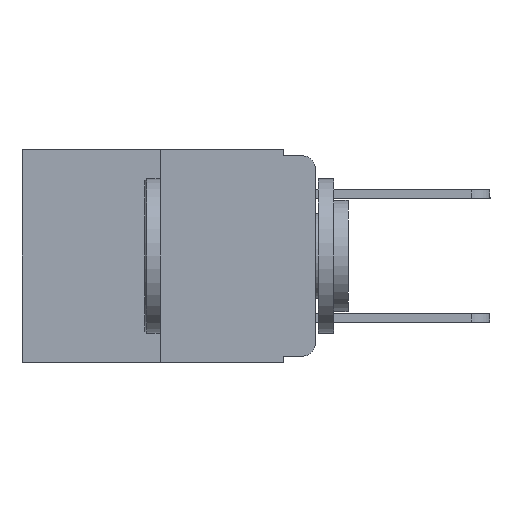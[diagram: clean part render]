
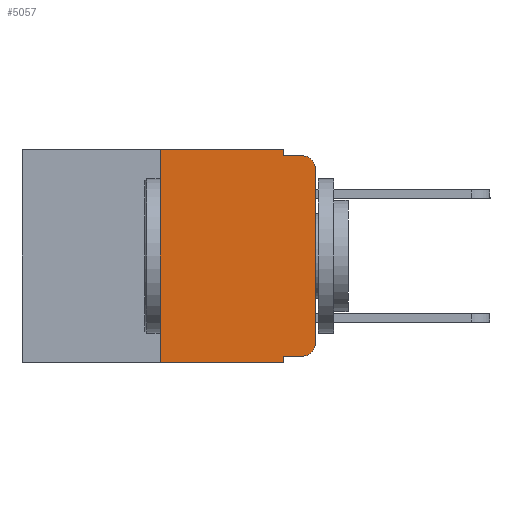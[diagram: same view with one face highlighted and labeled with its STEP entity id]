
A CAD part, left-side view. The second image highlights one B-rep face of the part: STEP entity #5057.
In plain terms, the highlighted planar face has unit normal (-1, 0, 0).
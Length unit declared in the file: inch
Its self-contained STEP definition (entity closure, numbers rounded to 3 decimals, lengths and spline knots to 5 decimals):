
#1002 = DIRECTION ( 'NONE',  ( 0., -1., 0. ) ) ;
#1104 = CARTESIAN_POINT ( 'NONE',  ( 0., 0.25, -0.343 ) ) ;
#1268 = EDGE_CURVE ( 'NONE', #21311, #14748, #2200, .T. ) ;
#1564 = ORIENTED_EDGE ( 'NONE', *, *, #2694, .T. ) ;
#1859 = DIRECTION ( 'NONE',  ( -1., 0., 0. ) ) ;
#2041 = DIRECTION ( 'NONE',  ( 0., 0., 1. ) ) ;
#2109 = DIRECTION ( 'NONE',  ( 0., 0., -1. ) ) ;
#2200 = LINE ( 'NONE', #18207, #23019 ) ;
#2233 = ORIENTED_EDGE ( 'NONE', *, *, #1268, .F. ) ;
#2314 = DIRECTION ( 'NONE',  ( 0., -1., 0. ) ) ;
#2401 = CARTESIAN_POINT ( 'NONE',  ( 0., 0.051, -0.333 ) ) ;
#2694 = EDGE_CURVE ( 'NONE', #20712, #14748, #17178, .T. ) ;
#3236 = CARTESIAN_POINT ( 'NONE',  ( 0., 0.02, -0.01 ) ) ;
#3541 = ORIENTED_EDGE ( 'NONE', *, *, #22157, .F. ) ;
#3937 = FACE_OUTER_BOUND ( 'NONE', #17724, .T. ) ;
#4313 = VERTEX_POINT ( 'NONE', #17827 ) ;
#4448 = EDGE_CURVE ( 'NONE', #4884, #15678, #13313, .T. ) ;
#4528 = CARTESIAN_POINT ( 'NONE',  ( 0., 0.02, -0.333 ) ) ;
#4824 = ORIENTED_EDGE ( 'NONE', *, *, #20868, .F. ) ;
#4884 = VERTEX_POINT ( 'NONE', #1104 ) ;
#4991 = VECTOR ( 'NONE', #2109, 39.37008 ) ;
#5057 = ADVANCED_FACE ( 'NONE', ( #3937 ), #12988, .F. ) ;
#5469 = EDGE_CURVE ( 'NONE', #12006, #20712, #11359, .T. ) ;
#6116 = ORIENTED_EDGE ( 'NONE', *, *, #15607, .T. ) ;
#6331 = VECTOR ( 'NONE', #7661, 39.37008 ) ;
#6431 = ORIENTED_EDGE ( 'NONE', *, *, #5469, .T. ) ;
#7318 = CARTESIAN_POINT ( 'NONE',  ( 0., 0.051, 0. ) ) ;
#7661 = DIRECTION ( 'NONE',  ( 0., -1., 0. ) ) ;
#8190 = AXIS2_PLACEMENT_3D ( 'NONE', #11029, #24815, #13083 ) ;
#8289 = CARTESIAN_POINT ( 'NONE',  ( 0., 0., 0. ) ) ;
#8770 = VECTOR ( 'NONE', #15461, 39.37008 ) ;
#8883 = CARTESIAN_POINT ( 'NONE',  ( 0., 0., -0.313 ) ) ;
#9448 = DIRECTION ( 'NONE',  ( 0., 0., -1. ) ) ;
#10137 = DIRECTION ( 'NONE',  ( -1., 0., 0. ) ) ;
#10449 = AXIS2_PLACEMENT_3D ( 'NONE', #22077, #10137, #24007 ) ;
#11029 = CARTESIAN_POINT ( 'NONE',  ( 0., 0.473, 0. ) ) ;
#11359 = LINE ( 'NONE', #8289, #20693 ) ;
#11385 = DIRECTION ( 'NONE',  ( 0., -1., 0. ) ) ;
#11512 = VECTOR ( 'NONE', #2314, 39.37008 ) ;
#12006 = VERTEX_POINT ( 'NONE', #8883 ) ;
#12141 = LINE ( 'NONE', #2401, #11512 ) ;
#12381 = VERTEX_POINT ( 'NONE', #14098 ) ;
#12419 = CARTESIAN_POINT ( 'NONE',  ( 0., 0.051, 0. ) ) ;
#12567 = CIRCLE ( 'NONE', #10449, 0.02 ) ;
#12988 = PLANE ( 'NONE',  #8190 ) ;
#13083 = DIRECTION ( 'NONE',  ( 0., 0., -1. ) ) ;
#13313 = LINE ( 'NONE', #25061, #13956 ) ;
#13614 = LINE ( 'NONE', #7318, #8770 ) ;
#13956 = VECTOR ( 'NONE', #11385, 39.37008 ) ;
#14098 = CARTESIAN_POINT ( 'NONE',  ( 0., 0.25, 0. ) ) ;
#14172 = CARTESIAN_POINT ( 'NONE',  ( 0., 0.051, -0.01 ) ) ;
#14221 = CARTESIAN_POINT ( 'NONE',  ( 0., 0.02, -0.03 ) ) ;
#14748 = VERTEX_POINT ( 'NONE', #3236 ) ;
#15461 = DIRECTION ( 'NONE',  ( 0., 0., -1. ) ) ;
#15607 = EDGE_CURVE ( 'NONE', #25811, #12006, #12567, .T. ) ;
#15678 = VERTEX_POINT ( 'NONE', #16359 ) ;
#15893 = LINE ( 'NONE', #12419, #4991 ) ;
#16351 = AXIS2_PLACEMENT_3D ( 'NONE', #14221, #1859, #9448 ) ;
#16353 = ORIENTED_EDGE ( 'NONE', *, *, #19581, .T. ) ;
#16359 = CARTESIAN_POINT ( 'NONE',  ( 0., 0.051, -0.343 ) ) ;
#16437 = VECTOR ( 'NONE', #18891, 39.37008 ) ;
#17178 = CIRCLE ( 'NONE', #16351, 0.02 ) ;
#17192 = LINE ( 'NONE', #21710, #6331 ) ;
#17724 = EDGE_LOOP ( 'NONE', ( #6431, #1564, #2233, #18501, #19117, #3541, #24854, #4824, #16353, #6116 ) ) ;
#17827 = CARTESIAN_POINT ( 'NONE',  ( 0., 0.051, 0. ) ) ;
#18207 = CARTESIAN_POINT ( 'NONE',  ( 0., 0.051, -0.01 ) ) ;
#18501 = ORIENTED_EDGE ( 'NONE', *, *, #26008, .F. ) ;
#18891 = DIRECTION ( 'NONE',  ( 0., 0., 1. ) ) ;
#19012 = CARTESIAN_POINT ( 'NONE',  ( 0., 0.051, -0.333 ) ) ;
#19117 = ORIENTED_EDGE ( 'NONE', *, *, #19263, .F. ) ;
#19263 = EDGE_CURVE ( 'NONE', #12381, #4313, #17192, .T. ) ;
#19581 = EDGE_CURVE ( 'NONE', #26100, #25811, #12141, .T. ) ;
#20693 = VECTOR ( 'NONE', #2041, 39.37008 ) ;
#20712 = VERTEX_POINT ( 'NONE', #23692 ) ;
#20868 = EDGE_CURVE ( 'NONE', #26100, #15678, #15893, .T. ) ;
#21311 = VERTEX_POINT ( 'NONE', #14172 ) ;
#21658 = LINE ( 'NONE', #24634, #16437 ) ;
#21710 = CARTESIAN_POINT ( 'NONE',  ( 0., 0.473, 0. ) ) ;
#22077 = CARTESIAN_POINT ( 'NONE',  ( 0., 0.02, -0.313 ) ) ;
#22157 = EDGE_CURVE ( 'NONE', #4884, #12381, #21658, .T. ) ;
#23019 = VECTOR ( 'NONE', #1002, 39.37008 ) ;
#23692 = CARTESIAN_POINT ( 'NONE',  ( 0., 0., -0.03 ) ) ;
#24007 = DIRECTION ( 'NONE',  ( 0., 0., -1. ) ) ;
#24634 = CARTESIAN_POINT ( 'NONE',  ( 0., 0.25, 0. ) ) ;
#24815 = DIRECTION ( 'NONE',  ( 1., 0., 0. ) ) ;
#24854 = ORIENTED_EDGE ( 'NONE', *, *, #4448, .T. ) ;
#25061 = CARTESIAN_POINT ( 'NONE',  ( 0., 0.473, -0.343 ) ) ;
#25811 = VERTEX_POINT ( 'NONE', #4528 ) ;
#26008 = EDGE_CURVE ( 'NONE', #4313, #21311, #13614, .T. ) ;
#26100 = VERTEX_POINT ( 'NONE', #19012 ) ;
